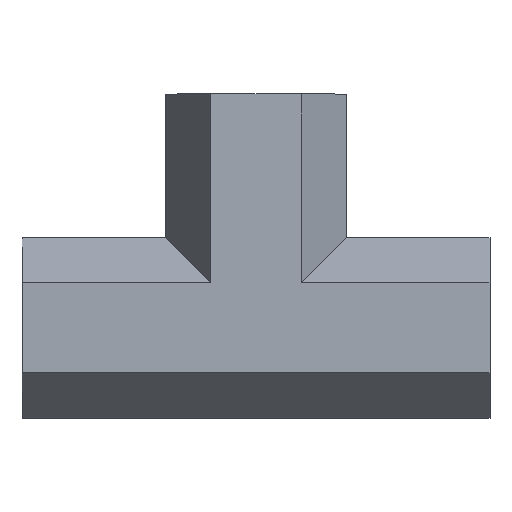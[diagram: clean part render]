
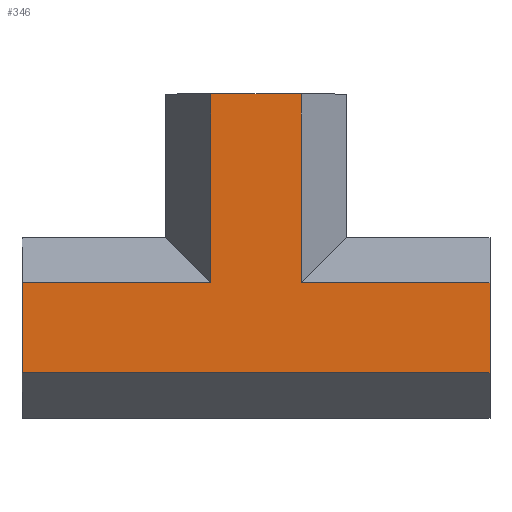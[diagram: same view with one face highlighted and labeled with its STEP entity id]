
A CAD part, top view. The second image highlights one B-rep face of the part: STEP entity #346.
In plain terms, the highlighted planar face has unit normal (0, 0, 1).
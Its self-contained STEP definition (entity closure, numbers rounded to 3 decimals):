
#31=PLANE('',#384);
#48=FACE_OUTER_BOUND('',#67,.T.);
#67=EDGE_LOOP('',(#314,#315,#316,#317,#318,#319,#320,#321));
#81=LINE('',#505,#121);
#83=LINE('',#509,#123);
#89=LINE('',#520,#129);
#98=LINE('',#542,#138);
#105=LINE('',#554,#145);
#106=LINE('',#556,#146);
#109=LINE('',#563,#149);
#113=LINE('',#570,#153);
#121=VECTOR('',#413,10.);
#123=VECTOR('',#417,10.);
#129=VECTOR('',#425,10.);
#138=VECTOR('',#444,10.);
#145=VECTOR('',#453,10.);
#146=VECTOR('',#456,10.);
#149=VECTOR('',#465,10.);
#153=VECTOR('',#473,10.);
#167=VERTEX_POINT('',#502);
#168=VERTEX_POINT('',#504);
#169=VERTEX_POINT('',#508);
#173=VERTEX_POINT('',#518);
#180=VERTEX_POINT('',#540);
#181=VERTEX_POINT('',#541);
#185=VERTEX_POINT('',#551);
#186=VERTEX_POINT('',#562);
#201=EDGE_CURVE('',#168,#167,#81,.T.);
#203=EDGE_CURVE('',#169,#168,#83,.T.);
#209=EDGE_CURVE('',#167,#173,#89,.T.);
#219=EDGE_CURVE('',#180,#181,#98,.T.);
#226=EDGE_CURVE('',#185,#181,#105,.T.);
#227=EDGE_CURVE('',#180,#169,#106,.T.);
#230=EDGE_CURVE('',#186,#185,#109,.T.);
#234=EDGE_CURVE('',#186,#173,#113,.T.);
#314=ORIENTED_EDGE('',*,*,#209,.T.);
#315=ORIENTED_EDGE('',*,*,#234,.F.);
#316=ORIENTED_EDGE('',*,*,#230,.T.);
#317=ORIENTED_EDGE('',*,*,#226,.T.);
#318=ORIENTED_EDGE('',*,*,#219,.F.);
#319=ORIENTED_EDGE('',*,*,#227,.T.);
#320=ORIENTED_EDGE('',*,*,#203,.T.);
#321=ORIENTED_EDGE('',*,*,#201,.T.);
#346=ADVANCED_FACE('',(#48),#31,.T.);
#384=AXIS2_PLACEMENT_3D('',#569,#471,#472);
#413=DIRECTION('',(-1.,0.,0.));
#417=DIRECTION('',(0.,1.,0.));
#425=DIRECTION('',(0.,1.,0.));
#444=DIRECTION('',(0.,1.,0.));
#453=DIRECTION('',(-1.,0.,0.));
#456=DIRECTION('',(1.,0.,0.));
#465=DIRECTION('',(0.,-1.,0.));
#471=DIRECTION('center_axis',(0.,0.,1.));
#472=DIRECTION('ref_axis',(1.,0.,0.));
#473=DIRECTION('',(1.,0.,0.));
#502=CARTESIAN_POINT('',(35.774,5.774,10.));
#504=CARTESIAN_POINT('',(60.,5.774,10.));
#505=CARTESIAN_POINT('',(60.,5.774,10.));
#508=CARTESIAN_POINT('',(60.,-5.774,10.));
#509=CARTESIAN_POINT('',(60.,-5.774,10.));
#518=CARTESIAN_POINT('',(35.774,30.,10.));
#520=CARTESIAN_POINT('',(35.774,28.,10.));
#540=CARTESIAN_POINT('',(0.,-5.774,10.));
#541=CARTESIAN_POINT('',(0.,5.774,10.));
#542=CARTESIAN_POINT('',(0.,5.774,10.));
#551=CARTESIAN_POINT('',(24.226,5.774,10.));
#554=CARTESIAN_POINT('',(30.,5.774,10.));
#556=CARTESIAN_POINT('',(30.,-5.774,10.));
#562=CARTESIAN_POINT('',(24.226,30.,10.));
#563=CARTESIAN_POINT('',(24.226,28.,10.));
#569=CARTESIAN_POINT('Origin',(24.226,28.,10.));
#570=CARTESIAN_POINT('',(24.226,30.,10.));
